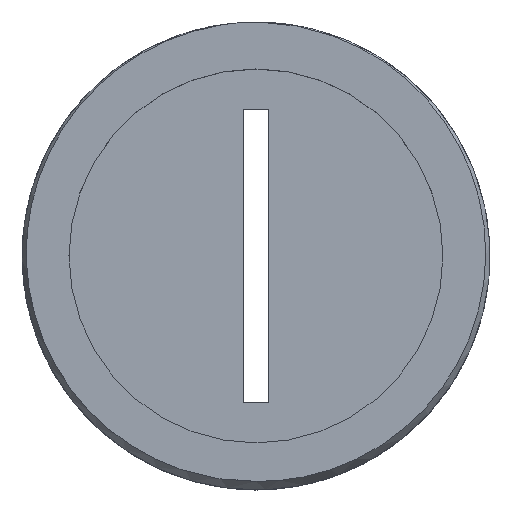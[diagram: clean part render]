
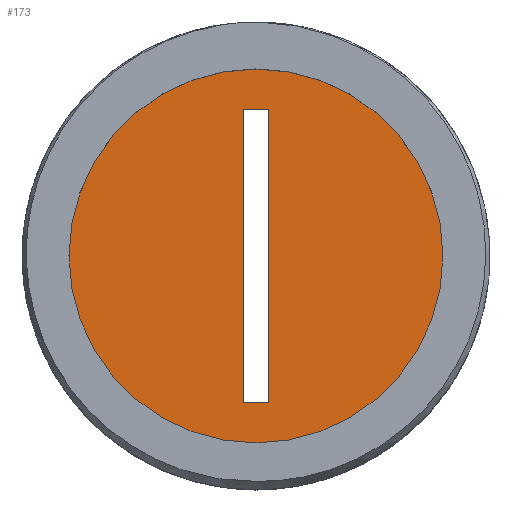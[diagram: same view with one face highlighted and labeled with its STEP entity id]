
A CAD part, top view. The second image highlights one B-rep face of the part: STEP entity #173.
In plain terms, the highlighted planar face has unit normal (0, 0, 1).
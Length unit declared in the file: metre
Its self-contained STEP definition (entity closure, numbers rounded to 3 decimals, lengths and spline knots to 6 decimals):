
#23=LINE('',#254,#35);
#24=LINE('',#257,#36);
#25=LINE('',#259,#37);
#26=LINE('',#261,#38);
#35=VECTOR('',#216,1.);
#36=VECTOR('',#217,1.);
#37=VECTOR('',#218,1.);
#38=VECTOR('',#219,1.);
#47=ORIENTED_EDGE('',*,*,#93,.T.);
#48=ORIENTED_EDGE('',*,*,#94,.F.);
#49=ORIENTED_EDGE('',*,*,#95,.T.);
#50=ORIENTED_EDGE('',*,*,#96,.T.);
#51=ORIENTED_EDGE('',*,*,#97,.F.);
#93=EDGE_CURVE('',#116,#116,#132,.T.);
#94=EDGE_CURVE('',#117,#118,#23,.T.);
#95=EDGE_CURVE('',#117,#119,#24,.T.);
#96=EDGE_CURVE('',#119,#120,#25,.T.);
#97=EDGE_CURVE('',#118,#120,#26,.T.);
#116=VERTEX_POINT('',#253);
#117=VERTEX_POINT('',#255);
#118=VERTEX_POINT('',#256);
#119=VERTEX_POINT('',#258);
#120=VERTEX_POINT('',#260);
#132=CIRCLE('',#198,0.01275);
#136=EDGE_LOOP('',(#47));
#137=EDGE_LOOP('',(#48,#49,#50,#51));
#151=FACE_BOUND('',#136,.T.);
#152=FACE_BOUND('',#137,.T.);
#166=PLANE('',#197);
#173=ADVANCED_FACE('',(#151,#152),#166,.T.);
#197=AXIS2_PLACEMENT_3D('',#251,#212,#213);
#198=AXIS2_PLACEMENT_3D('',#252,#214,#215);
#212=DIRECTION('',(0.,0.,1.));
#213=DIRECTION('',(1.,0.,0.));
#214=DIRECTION('',(0.,0.,1.));
#215=DIRECTION('',(1.,0.,0.));
#216=DIRECTION('',(1.,0.,0.));
#217=DIRECTION('',(0.,1.,0.));
#218=DIRECTION('',(1.,0.,0.));
#219=DIRECTION('',(0.,1.,0.));
#251=CARTESIAN_POINT('',(0.006375,0.,-0.005));
#252=CARTESIAN_POINT('',(0.,0.,-0.005));
#253=CARTESIAN_POINT('',(0.01275,0.,-0.005));
#254=CARTESIAN_POINT('',(0.,-0.01,-0.005));
#255=CARTESIAN_POINT('',(-0.000875,-0.01,-0.005));
#256=CARTESIAN_POINT('',(0.000875,-0.01,-0.005));
#257=CARTESIAN_POINT('',(-0.000875,0.,-0.005));
#258=CARTESIAN_POINT('',(-0.000875,0.01,-0.005));
#259=CARTESIAN_POINT('',(0.,0.01,-0.005));
#260=CARTESIAN_POINT('',(0.000875,0.01,-0.005));
#261=CARTESIAN_POINT('',(0.000875,0.,-0.005));
